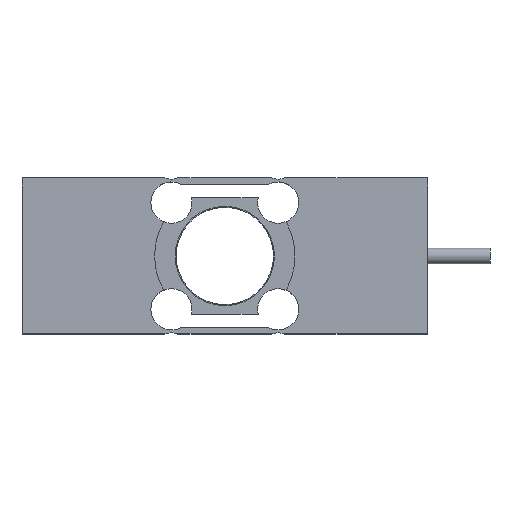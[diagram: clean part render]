
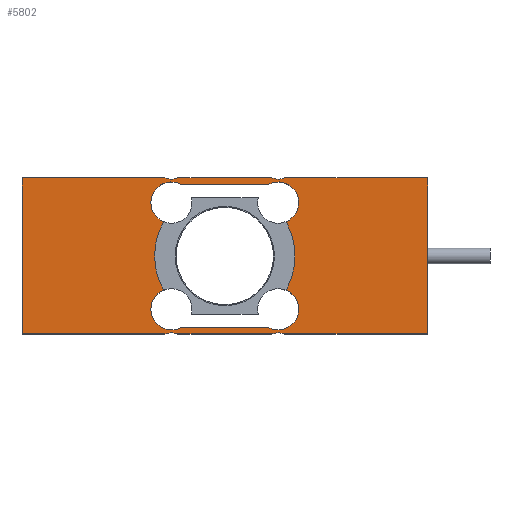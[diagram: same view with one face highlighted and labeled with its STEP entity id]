
A CAD part, top view. The second image highlights one B-rep face of the part: STEP entity #5802.
In plain terms, the highlighted planar face has unit normal (0, 0, 1).
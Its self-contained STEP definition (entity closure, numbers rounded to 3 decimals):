
#31=FACE_BOUND('',#877,.T.);
#90=PLANE('',#6231);
#172=CIRCLE('',#6191,22.5);
#174=CIRCLE('',#6195,22.5);
#183=CIRCLE('',#6206,6.6);
#184=CIRCLE('',#6209,6.6);
#185=CIRCLE('',#6211,6.6);
#186=CIRCLE('',#6214,6.6);
#187=CIRCLE('',#6217,6.);
#188=CIRCLE('',#6222,6.);
#189=CIRCLE('',#6225,6.);
#190=CIRCLE('',#6230,6.);
#525=FACE_OUTER_BOUND('',#876,.T.);
#876=EDGE_LOOP('',(#5172,#5173,#5174,#5175,#5176,#5177,#5178,#5179,#5180,
#5181,#5182,#5183));
#877=EDGE_LOOP('',(#5184,#5185,#5186,#5187,#5188,#5189,#5190,#5191));
#1639=LINE('',#24483,#1945);
#1642=LINE('',#24493,#1948);
#1645=LINE('',#24501,#1951);
#1648=LINE('',#24509,#1954);
#1650=LINE('',#24513,#1956);
#1652=LINE('',#24517,#1958);
#1655=LINE('',#24525,#1961);
#1658=LINE('',#24533,#1964);
#1660=LINE('',#24537,#1966);
#1662=LINE('',#24541,#1968);
#1945=VECTOR('',#7297,10.);
#1948=VECTOR('',#7310,10.);
#1951=VECTOR('',#7319,10.);
#1954=VECTOR('',#7328,10.);
#1956=VECTOR('',#7332,10.);
#1958=VECTOR('',#7336,10.);
#1961=VECTOR('',#7345,10.);
#1964=VECTOR('',#7354,10.);
#1966=VECTOR('',#7358,10.);
#1968=VECTOR('',#7362,10.);
#2496=VERTEX_POINT('',#24425);
#2497=VERTEX_POINT('',#24427);
#2500=VERTEX_POINT('',#24437);
#2501=VERTEX_POINT('',#24439);
#2518=VERTEX_POINT('',#24478);
#2519=VERTEX_POINT('',#24482);
#2520=VERTEX_POINT('',#24488);
#2521=VERTEX_POINT('',#24492);
#2522=VERTEX_POINT('',#24498);
#2523=VERTEX_POINT('',#24500);
#2524=VERTEX_POINT('',#24504);
#2525=VERTEX_POINT('',#24508);
#2526=VERTEX_POINT('',#24512);
#2527=VERTEX_POINT('',#24516);
#2528=VERTEX_POINT('',#24520);
#2529=VERTEX_POINT('',#24524);
#2530=VERTEX_POINT('',#24528);
#2531=VERTEX_POINT('',#24532);
#2532=VERTEX_POINT('',#24536);
#2533=VERTEX_POINT('',#24540);
#3360=EDGE_CURVE('',#2497,#2496,#172,.T.);
#3366=EDGE_CURVE('',#2501,#2500,#174,.T.);
#3386=EDGE_CURVE('',#2518,#2497,#183,.T.);
#3388=EDGE_CURVE('',#2519,#2518,#1639,.T.);
#3390=EDGE_CURVE('',#2500,#2519,#184,.T.);
#3391=EDGE_CURVE('',#2520,#2501,#185,.T.);
#3393=EDGE_CURVE('',#2521,#2520,#1642,.T.);
#3395=EDGE_CURVE('',#2496,#2521,#186,.T.);
#3397=EDGE_CURVE('',#2523,#2522,#1645,.T.);
#3399=EDGE_CURVE('',#2524,#2523,#187,.T.);
#3401=EDGE_CURVE('',#2525,#2524,#1648,.T.);
#3403=EDGE_CURVE('',#2526,#2525,#1650,.T.);
#3405=EDGE_CURVE('',#2527,#2526,#1652,.T.);
#3407=EDGE_CURVE('',#2528,#2527,#188,.T.);
#3409=EDGE_CURVE('',#2529,#2528,#1655,.T.);
#3411=EDGE_CURVE('',#2530,#2529,#189,.T.);
#3413=EDGE_CURVE('',#2531,#2530,#1658,.T.);
#3415=EDGE_CURVE('',#2532,#2531,#1660,.T.);
#3417=EDGE_CURVE('',#2533,#2532,#1662,.T.);
#3419=EDGE_CURVE('',#2522,#2533,#190,.T.);
#5172=ORIENTED_EDGE('',*,*,#3419,.T.);
#5173=ORIENTED_EDGE('',*,*,#3417,.T.);
#5174=ORIENTED_EDGE('',*,*,#3415,.T.);
#5175=ORIENTED_EDGE('',*,*,#3413,.T.);
#5176=ORIENTED_EDGE('',*,*,#3411,.T.);
#5177=ORIENTED_EDGE('',*,*,#3409,.T.);
#5178=ORIENTED_EDGE('',*,*,#3407,.T.);
#5179=ORIENTED_EDGE('',*,*,#3405,.T.);
#5180=ORIENTED_EDGE('',*,*,#3403,.T.);
#5181=ORIENTED_EDGE('',*,*,#3401,.T.);
#5182=ORIENTED_EDGE('',*,*,#3399,.T.);
#5183=ORIENTED_EDGE('',*,*,#3397,.T.);
#5184=ORIENTED_EDGE('',*,*,#3395,.T.);
#5185=ORIENTED_EDGE('',*,*,#3393,.T.);
#5186=ORIENTED_EDGE('',*,*,#3391,.T.);
#5187=ORIENTED_EDGE('',*,*,#3366,.T.);
#5188=ORIENTED_EDGE('',*,*,#3390,.T.);
#5189=ORIENTED_EDGE('',*,*,#3388,.T.);
#5190=ORIENTED_EDGE('',*,*,#3386,.T.);
#5191=ORIENTED_EDGE('',*,*,#3360,.T.);
#5802=ADVANCED_FACE('',(#525,#31),#90,.T.);
#6191=AXIS2_PLACEMENT_3D('',#24428,#7247,#7248);
#6195=AXIS2_PLACEMENT_3D('',#24440,#7259,#7260);
#6206=AXIS2_PLACEMENT_3D('',#24479,#7292,#7293);
#6209=AXIS2_PLACEMENT_3D('',#24486,#7301,#7302);
#6211=AXIS2_PLACEMENT_3D('',#24489,#7305,#7306);
#6214=AXIS2_PLACEMENT_3D('',#24496,#7314,#7315);
#6217=AXIS2_PLACEMENT_3D('',#24505,#7323,#7324);
#6222=AXIS2_PLACEMENT_3D('',#24521,#7340,#7341);
#6225=AXIS2_PLACEMENT_3D('',#24529,#7349,#7350);
#6230=AXIS2_PLACEMENT_3D('',#24544,#7366,#7367);
#6231=AXIS2_PLACEMENT_3D('',#24545,#7368,#7369);
#7247=DIRECTION('center_axis',(0.,0.,-1.));
#7248=DIRECTION('ref_axis',(-0.488,0.873,0.));
#7259=DIRECTION('center_axis',(0.,0.,-1.));
#7260=DIRECTION('ref_axis',(0.488,-0.873,0.));
#7292=DIRECTION('center_axis',(0.,0.,-1.));
#7293=DIRECTION('ref_axis',(1.,0.,0.));
#7297=DIRECTION('',(-1.,0.,0.));
#7301=DIRECTION('center_axis',(0.,0.,-1.));
#7302=DIRECTION('ref_axis',(1.,0.,0.));
#7305=DIRECTION('center_axis',(0.,0.,-1.));
#7306=DIRECTION('ref_axis',(1.,0.,0.));
#7310=DIRECTION('',(1.,0.,0.));
#7314=DIRECTION('center_axis',(0.,0.,-1.));
#7315=DIRECTION('ref_axis',(1.,0.,0.));
#7319=DIRECTION('',(-1.,0.,0.));
#7323=DIRECTION('center_axis',(0.,0.,-1.));
#7324=DIRECTION('ref_axis',(1.,0.,0.));
#7328=DIRECTION('',(-1.,0.,0.));
#7332=DIRECTION('',(0.,1.,0.));
#7336=DIRECTION('',(1.,0.,0.));
#7340=DIRECTION('center_axis',(0.,0.,-1.));
#7341=DIRECTION('ref_axis',(1.,0.,0.));
#7345=DIRECTION('',(1.,0.,0.));
#7349=DIRECTION('center_axis',(0.,0.,-1.));
#7350=DIRECTION('ref_axis',(1.,0.,0.));
#7354=DIRECTION('',(1.,0.,0.));
#7358=DIRECTION('',(0.,-1.,0.));
#7362=DIRECTION('',(-1.,0.,0.));
#7366=DIRECTION('center_axis',(0.,0.,-1.));
#7367=DIRECTION('ref_axis',(1.,0.,0.));
#7368=DIRECTION('center_axis',(0.,0.,1.));
#7369=DIRECTION('ref_axis',(1.,0.,0.));
#24425=CARTESIAN_POINT('',(-19.624,11.007,9.25));
#24427=CARTESIAN_POINT('',(-19.624,-11.007,9.25));
#24428=CARTESIAN_POINT('Origin',(0.,0.,9.25));
#24437=CARTESIAN_POINT('',(19.624,-11.007,9.25));
#24439=CARTESIAN_POINT('',(19.624,11.007,9.25));
#24440=CARTESIAN_POINT('Origin',(0.,0.,9.25));
#24478=CARTESIAN_POINT('',(-14.132,-23.,9.25));
#24479=CARTESIAN_POINT('Origin',(-17.11,-17.11,9.25));
#24482=CARTESIAN_POINT('',(14.132,-23.,9.25));
#24483=CARTESIAN_POINT('',(-14.132,-23.,9.25));
#24486=CARTESIAN_POINT('Origin',(17.11,-17.11,9.25));
#24488=CARTESIAN_POINT('',(14.132,23.,9.25));
#24489=CARTESIAN_POINT('Origin',(17.11,17.11,9.25));
#24492=CARTESIAN_POINT('',(-14.132,23.,9.25));
#24493=CARTESIAN_POINT('',(-14.132,23.,9.25));
#24496=CARTESIAN_POINT('Origin',(-17.11,17.11,9.25));
#24498=CARTESIAN_POINT('',(-15.036,25.,9.25));
#24500=CARTESIAN_POINT('',(15.036,25.,9.25));
#24501=CARTESIAN_POINT('',(-65.,25.,9.25));
#24504=CARTESIAN_POINT('',(19.184,25.,9.25));
#24505=CARTESIAN_POINT('Origin',(17.11,30.63,9.25));
#24508=CARTESIAN_POINT('',(65.,25.,9.25));
#24509=CARTESIAN_POINT('',(-65.,25.,9.25));
#24512=CARTESIAN_POINT('',(65.,-25.,9.25));
#24513=CARTESIAN_POINT('',(65.,25.,9.25));
#24516=CARTESIAN_POINT('',(19.184,-25.,9.25));
#24517=CARTESIAN_POINT('',(65.,-25.,9.25));
#24520=CARTESIAN_POINT('',(15.036,-25.,9.25));
#24521=CARTESIAN_POINT('Origin',(17.11,-30.63,9.25));
#24524=CARTESIAN_POINT('',(-15.036,-25.,9.25));
#24525=CARTESIAN_POINT('',(65.,-25.,9.25));
#24528=CARTESIAN_POINT('',(-19.184,-25.,9.25));
#24529=CARTESIAN_POINT('Origin',(-17.11,-30.63,9.25));
#24532=CARTESIAN_POINT('',(-65.,-25.,9.25));
#24533=CARTESIAN_POINT('',(65.,-25.,9.25));
#24536=CARTESIAN_POINT('',(-65.,25.,9.25));
#24537=CARTESIAN_POINT('',(-65.,-25.,9.25));
#24540=CARTESIAN_POINT('',(-19.184,25.,9.25));
#24541=CARTESIAN_POINT('',(-65.,25.,9.25));
#24544=CARTESIAN_POINT('Origin',(-17.11,30.63,9.25));
#24545=CARTESIAN_POINT('Origin',(0.,0.,9.25));
